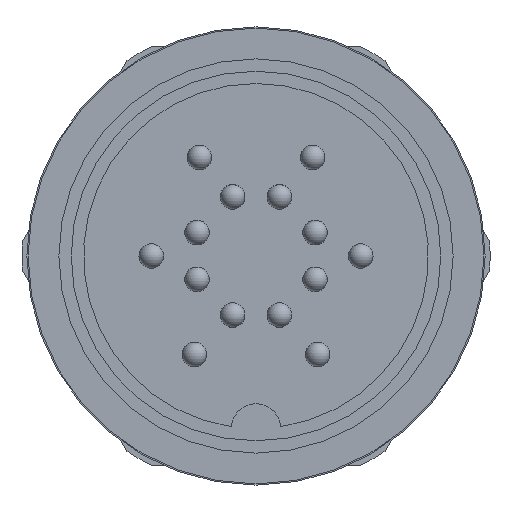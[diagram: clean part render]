
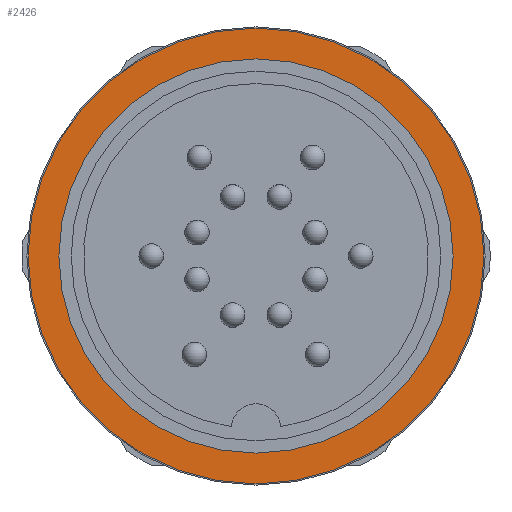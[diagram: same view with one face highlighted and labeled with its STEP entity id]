
A CAD part, front view. The second image highlights one B-rep face of the part: STEP entity #2426.
In plain terms, the highlighted planar face has unit normal (0, -1, 0).
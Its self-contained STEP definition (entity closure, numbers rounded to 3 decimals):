
#355=CARTESIAN_POINT('',(0.0,-24.2,9.25));
#356=VERTEX_POINT('',#355);
#365=CARTESIAN_POINT('',(0.,-24.2,-9.25));
#366=VERTEX_POINT('',#365);
#367=CARTESIAN_POINT('',(0.0,-24.2,0.0));
#368=DIRECTION('',(0.0,1.0,0.0));
#369=DIRECTION('',(0.0,0.0,1.0));
#370=AXIS2_PLACEMENT_3D('',#367,#368,#369);
#371=CIRCLE('',#370,9.25);
#372=EDGE_CURVE('',#356,#366,#371,.T.);
#399=CARTESIAN_POINT('',(0.0,-24.2,8.0));
#400=VERTEX_POINT('',#399);
#416=CARTESIAN_POINT('',(0.,-24.2,-8.0));
#417=VERTEX_POINT('',#416);
#424=CARTESIAN_POINT('',(0.0,-24.2,0.0));
#425=DIRECTION('',(0.0,1.0,0.0));
#426=DIRECTION('',(0.0,0.0,1.0));
#427=AXIS2_PLACEMENT_3D('',#424,#425,#426);
#428=CIRCLE('',#427,8.0);
#429=EDGE_CURVE('',#400,#417,#428,.T.);
#2395=CARTESIAN_POINT('',(0.0,-24.2,0.0));
#2396=DIRECTION('',(0.0,1.0,0.0));
#2397=DIRECTION('',(0.0,0.0,1.0));
#2398=AXIS2_PLACEMENT_3D('',#2395,#2396,#2397);
#2399=CIRCLE('',#2398,8.0);
#2400=EDGE_CURVE('',#417,#400,#2399,.T.);
#2407=CARTESIAN_POINT('',(0.0,-24.2,8.625));
#2408=DIRECTION('',(0.0,-1.0,0.0));
#2409=DIRECTION('',(0.0,0.0,-1.0));
#2410=AXIS2_PLACEMENT_3D('',#2407,#2408,#2409);
#2411=PLANE('',#2410);
#2412=ORIENTED_EDGE('',*,*,#372,.F.);
#2413=CARTESIAN_POINT('',(0.0,-24.2,0.0));
#2414=DIRECTION('',(0.0,1.0,0.0));
#2415=DIRECTION('',(0.0,0.0,1.0));
#2416=AXIS2_PLACEMENT_3D('',#2413,#2414,#2415);
#2417=CIRCLE('',#2416,9.25);
#2418=EDGE_CURVE('',#366,#356,#2417,.T.);
#2419=ORIENTED_EDGE('',*,*,#2418,.F.);
#2420=EDGE_LOOP('',(#2412,#2419));
#2421=FACE_OUTER_BOUND('',#2420,.T.);
#2422=ORIENTED_EDGE('',*,*,#429,.T.);
#2423=ORIENTED_EDGE('',*,*,#2400,.T.);
#2424=EDGE_LOOP('',(#2422,#2423));
#2425=FACE_BOUND('',#2424,.T.);
#2426=ADVANCED_FACE('',(#2421,#2425),#2411,.T.);
